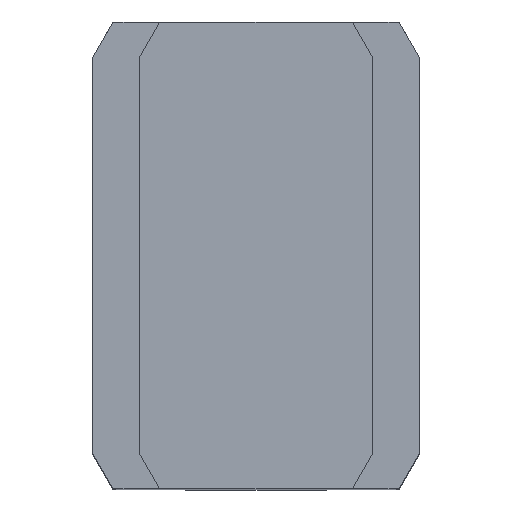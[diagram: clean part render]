
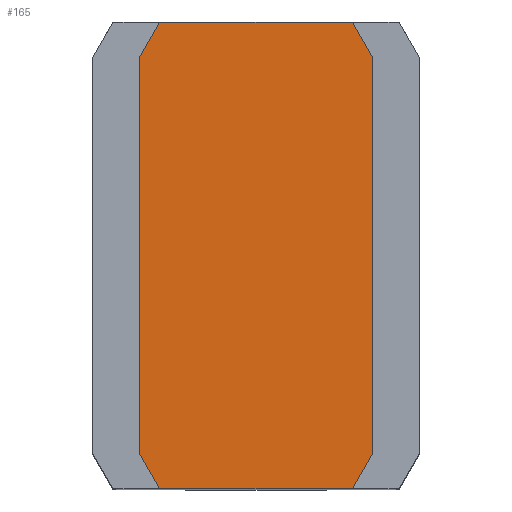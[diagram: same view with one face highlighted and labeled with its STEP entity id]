
A CAD part, top view. The second image highlights one B-rep face of the part: STEP entity #165.
In plain terms, the highlighted planar face has unit normal (0, 0, 1).
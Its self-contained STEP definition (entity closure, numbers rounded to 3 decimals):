
#165=ADVANCED_FACE('',(#453),#454,.T.);
#183=EDGE_CURVE('',#195,#211,#473,.T.);
#195=VERTEX_POINT('',#486);
#211=VERTEX_POINT('',#504);
#261=EDGE_CURVE('',#363,#305,#558,.T.);
#269=EDGE_CURVE('',#313,#411,#567,.T.);
#291=EDGE_CURVE('',#353,#393,#591,.T.);
#301=EDGE_CURVE('',#305,#313,#601,.T.);
#305=VERTEX_POINT('',#605);
#313=VERTEX_POINT('',#614);
#341=EDGE_CURVE('',#353,#363,#644,.T.);
#353=VERTEX_POINT('',#658);
#363=VERTEX_POINT('',#668);
#369=EDGE_CURVE('',#211,#393,#674,.T.);
#393=VERTEX_POINT('',#698);
#405=EDGE_CURVE('',#411,#195,#713,.T.);
#411=VERTEX_POINT('',#720);
#453=FACE_OUTER_BOUND('',#755,.T.);
#454=PLANE('',#756);
#473=LINE('',#782,#783);
#486=CARTESIAN_POINT('',(8.268,20.0,7.));
#504=CARTESIAN_POINT('',(-8.268,20.0,7.));
#558=LINE('',#903,#904);
#567=LINE('',#918,#919);
#591=LINE('',#954,#955);
#601=LINE('',#974,#975);
#605=CARTESIAN_POINT('',(8.268,-20.0,7.));
#614=CARTESIAN_POINT('',(10.0,-17.0,7.));
#644=LINE('',#1032,#1033);
#658=CARTESIAN_POINT('',(-10.,-17.0,7.));
#668=CARTESIAN_POINT('',(-8.268,-20.0,7.));
#674=LINE('',#1074,#1075);
#698=CARTESIAN_POINT('',(-10.,17.0,7.));
#713=LINE('',#1133,#1134);
#720=CARTESIAN_POINT('',(10.0,17.0,7.));
#755=EDGE_LOOP('',(#1188,#1189,#1190,#1191,#1192,#1193,#1194,#1195));
#756=AXIS2_PLACEMENT_3D('',#1196,#1197,#1198);
#782=CARTESIAN_POINT('',(-10.0,20.0,7.));
#783=VECTOR('',#1210,1.0);
#903=CARTESIAN_POINT('',(-10.0,-20.0,7.));
#904=VECTOR('',#1306,1.0);
#918=CARTESIAN_POINT('',(10.0,-20.0,7.));
#919=VECTOR('',#1317,1.0);
#954=CARTESIAN_POINT('',(-10.0,-20.0,7.));
#955=VECTOR('',#1339,1.0);
#974=CARTESIAN_POINT('',(8.484,-19.625,7.));
#975=VECTOR('',#1344,1.0);
#1032=CARTESIAN_POINT('',(-6.85,-22.455,7.));
#1033=VECTOR('',#1377,1.0);
#1074=CARTESIAN_POINT('',(-14.645,8.955,7.));
#1075=VECTOR('',#1403,1.0);
#1133=CARTESIAN_POINT('',(18.011,3.125,7.));
#1134=VECTOR('',#1439,1.0);
#1188=ORIENTED_EDGE('',*,*,#341,.T.);
#1189=ORIENTED_EDGE('',*,*,#261,.T.);
#1190=ORIENTED_EDGE('',*,*,#301,.T.);
#1191=ORIENTED_EDGE('',*,*,#269,.T.);
#1192=ORIENTED_EDGE('',*,*,#405,.T.);
#1193=ORIENTED_EDGE('',*,*,#183,.T.);
#1194=ORIENTED_EDGE('',*,*,#369,.T.);
#1195=ORIENTED_EDGE('',*,*,#291,.F.);
#1196=CARTESIAN_POINT('',(10.0,-20.0,7.));
#1197=DIRECTION('',(0.0,-0.0,1.0));
#1198=DIRECTION('',(0.0,1.0,0.0));
#1210=DIRECTION('',(-1.0,0.0,0.0));
#1306=DIRECTION('',(1.0,0.0,0.0));
#1317=DIRECTION('',(0.0,1.0,0.0));
#1339=DIRECTION('',(0.0,1.0,0.0));
#1344=DIRECTION('',(0.5,0.866,0.0));
#1377=DIRECTION('',(0.5,-0.866,0.0));
#1403=DIRECTION('',(-0.5,-0.866,0.0));
#1439=DIRECTION('',(-0.5,0.866,0.0));
